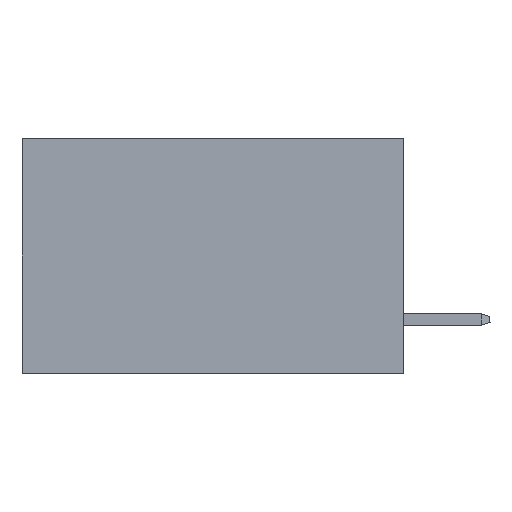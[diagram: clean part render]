
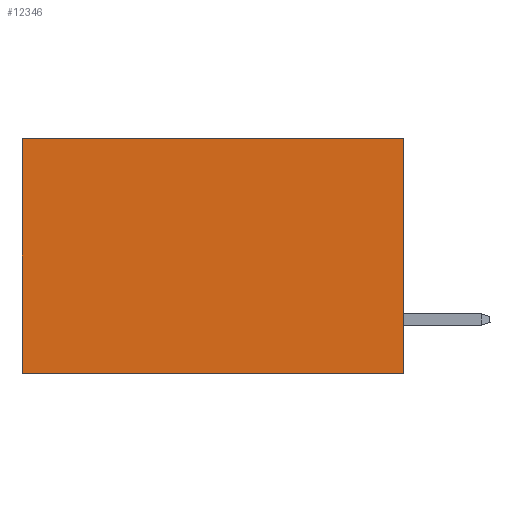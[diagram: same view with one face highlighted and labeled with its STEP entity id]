
A CAD part, left-side view. The second image highlights one B-rep face of the part: STEP entity #12346.
In plain terms, the highlighted planar face has unit normal (-1, 0, 0).
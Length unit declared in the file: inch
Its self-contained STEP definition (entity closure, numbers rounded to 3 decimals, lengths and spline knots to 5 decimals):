
#984 = LINE ( 'NONE', #42907, #24164 ) ;
#1885 = VERTEX_POINT ( 'NONE', #8025 ) ;
#8025 = CARTESIAN_POINT ( 'NONE',  ( 0.2875, 0.6, -0.37 ) ) ;
#8469 = DIRECTION ( 'NONE',  ( 0., 1., 0. ) ) ;
#9157 = CARTESIAN_POINT ( 'NONE',  ( 0.2875, 0., 0. ) ) ;
#9496 = CARTESIAN_POINT ( 'NONE',  ( 0.2875, 0., 0. ) ) ;
#11829 = CARTESIAN_POINT ( 'NONE',  ( 0.2875, 0.6, 0. ) ) ;
#12346 = ADVANCED_FACE ( 'NONE', ( #13002 ), #28453, .F. ) ;
#12631 = ORIENTED_EDGE ( 'NONE', *, *, #28839, .F. ) ;
#12959 = LINE ( 'NONE', #39167, #29716 ) ;
#13002 = FACE_OUTER_BOUND ( 'NONE', #47611, .T. ) ;
#13937 = CARTESIAN_POINT ( 'NONE',  ( 0.2875, 0., 0. ) ) ;
#13999 = VERTEX_POINT ( 'NONE', #18887 ) ;
#14064 = ORIENTED_EDGE ( 'NONE', *, *, #30572, .T. ) ;
#14455 = AXIS2_PLACEMENT_3D ( 'NONE', #9496, #44179, #17464 ) ;
#16623 = VERTEX_POINT ( 'NONE', #33026 ) ;
#16640 = LINE ( 'NONE', #9157, #25064 ) ;
#17464 = DIRECTION ( 'NONE',  ( 0., 0., -1. ) ) ;
#18887 = CARTESIAN_POINT ( 'NONE',  ( 0.2875, 0., 0. ) ) ;
#19596 = VECTOR ( 'NONE', #44394, 39.37008 ) ;
#24164 = VECTOR ( 'NONE', #8469, 39.37008 ) ;
#25064 = VECTOR ( 'NONE', #31620, 39.37008 ) ;
#27926 = DIRECTION ( 'NONE',  ( 0., 0., -1. ) ) ;
#28453 = PLANE ( 'NONE',  #14455 ) ;
#28839 = EDGE_CURVE ( 'NONE', #16623, #1885, #984, .T. ) ;
#28938 = EDGE_CURVE ( 'NONE', #40985, #1885, #12959, .T. ) ;
#29164 = LINE ( 'NONE', #13937, #19596 ) ;
#29716 = VECTOR ( 'NONE', #27926, 39.37008 ) ;
#30572 = EDGE_CURVE ( 'NONE', #13999, #40985, #16640, .T. ) ;
#31620 = DIRECTION ( 'NONE',  ( 0., 1., 0. ) ) ;
#33026 = CARTESIAN_POINT ( 'NONE',  ( 0.2875, 0., -0.37 ) ) ;
#39167 = CARTESIAN_POINT ( 'NONE',  ( 0.2875, 0.6, 0. ) ) ;
#40909 = ORIENTED_EDGE ( 'NONE', *, *, #28938, .T. ) ;
#40985 = VERTEX_POINT ( 'NONE', #11829 ) ;
#41493 = ORIENTED_EDGE ( 'NONE', *, *, #45513, .F. ) ;
#42907 = CARTESIAN_POINT ( 'NONE',  ( 0.2875, 0., -0.37 ) ) ;
#44179 = DIRECTION ( 'NONE',  ( 1., 0., 0. ) ) ;
#44394 = DIRECTION ( 'NONE',  ( 0., 0., -1. ) ) ;
#45513 = EDGE_CURVE ( 'NONE', #13999, #16623, #29164, .T. ) ;
#47611 = EDGE_LOOP ( 'NONE', ( #40909, #12631, #41493, #14064 ) ) ;
